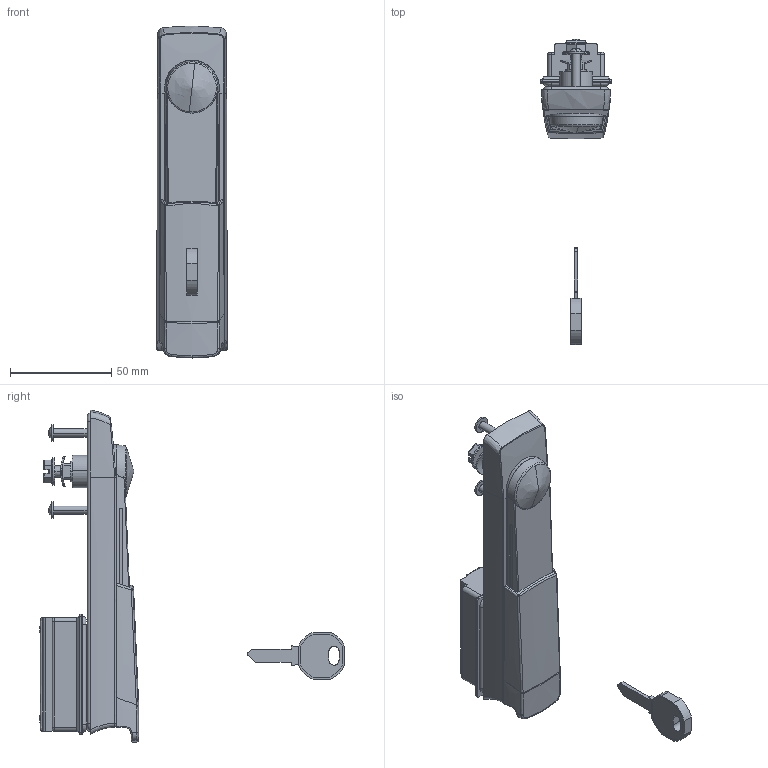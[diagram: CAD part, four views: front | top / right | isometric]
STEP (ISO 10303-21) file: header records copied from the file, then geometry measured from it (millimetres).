
FILE_DESCRIPTION((''),'2;1');
FILE_NAME('','2006-10-25T20:13:23',(''),(''),'','CADfix','');
FILE_SCHEMA(('AUTOMOTIVE_DESIGN { 1 0 10303 214 1 1 1 1 }'));
Length unit declared in the file: millimetre
Products named in the file (8): handle; cover; bracket; base; shaft; lock; key; TEA_1225_U206_21331_36
Assembly tree (7 placements, depth 2):
  TEA_1225_U206_21331_36
    handle
    cover
    bracket
    base
    shaft
    lock
    key
Bounding box: 35 x 150.75 x 163.64 mm (x, y, z)
Volume: 99686.9 mm3; surface area: 52582.3 mm2
Topology: 7 solids, 7 shells, 545 faces, 1459 edges, 958 vertices
Faces by surface type: bspline 545
Entity records: 24370 total; most frequent: CARTESIAN_POINT 15816, ORIENTED_EDGE 2914, EDGE_CURVE 1457, VERTEX_POINT 958, QUASI_UNIFORM_CURVE 694, EDGE_LOOP 585, FACE_OUTER_BOUND 545, ADVANCED_FACE 545
